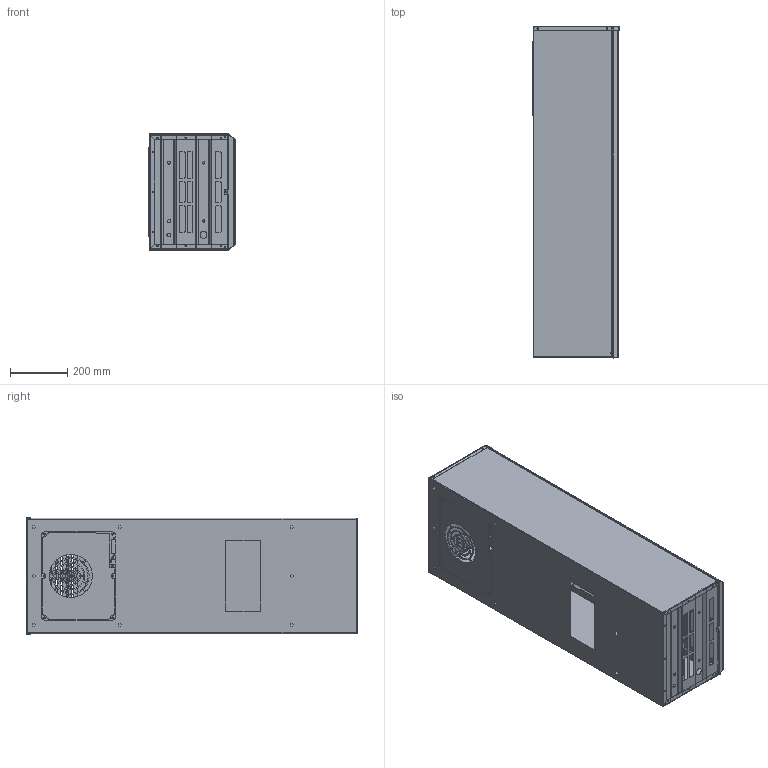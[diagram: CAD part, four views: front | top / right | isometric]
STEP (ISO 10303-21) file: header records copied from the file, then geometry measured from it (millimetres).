
FILE_DESCRIPTION(('STEP AP203'), '1');
FILE_NAME('SVK (O_3000) STEP_1', '', ('UNSPECIFIED'), ('UNSPECIFIED'), 'C3D Converter', 'C3D Toolkit', '');
FILE_SCHEMA(('CONFIG_CONTROL_DESIGN'));
Length unit declared in the file: millimetre
Assembly tree (6 placements, depth 3):
  (unnamed)
    (unnamed)
      (unnamed)
      (unnamed)
      (unnamed)
      (unnamed)
      (unnamed)
Bounding box: 300.29 x 1157.41 x 404.88 mm (x, y, z)
Volume: 1900231 mm3; surface area: 3833115 mm2
Topology: 5 solids, 5 shells, 1655 faces, 4419 edges, 2770 vertices
Faces by surface type: cylinder 855, plane 637, bspline 163
Full cylindrical faces by diameter (mm): 3.2 x6, 3.5 x4, 4.5 x34, 5.2 x5, 7 x2, 8 x2, 13.2 x1, 23.961 x1
Entity records: 70038 total; most frequent: CARTESIAN_POINT 15124, ORIENTED_EDGE 8728, DIRECTION 8356, EDGE_CURVE 4364, AXIS2_PLACEMENT_3D 3009, VERTEX_POINT 2770, LINE 2338, VECTOR 2338
